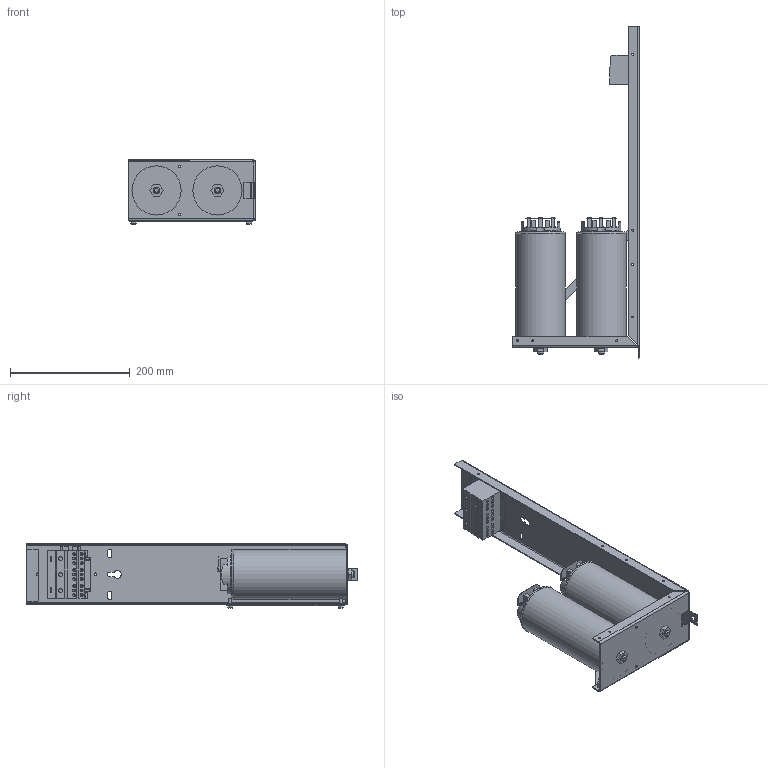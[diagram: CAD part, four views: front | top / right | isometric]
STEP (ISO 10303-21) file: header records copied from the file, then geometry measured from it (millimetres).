
FILE_DESCRIPTION(/* description */ (''),/* implementation_level */ '2;1');
FILE_NAME(/* name */ 'KPCUL020C63.stp',/* time_stamp */ '2020-03-27T13:59:31-05:00',/* author */ ('jnelson'),/* organization */ (''),/* preprocessor_version */ 'ST-DEVELOPER v17',/* originating_system */ 'Autodesk Inventor 2019',/* authorisation */ '');
FILE_SCHEMA (('AUTOMOTIVE_DESIGN { 1 0 10303 214 3 1 1 }'));
Length unit declared in the file: inch
Products named in the file (11): KPCUL020C63; MASTER 600V  ASSEMBLY 2 CAPS HOLE TRAY; 27943; 27791-A; 27938; 27937; 2555; 25441; 23837; 27934; 28568
Assembly tree (14 placements, depth 3):
  KPCUL020C63
    MASTER 600V  ASSEMBLY 2 CAPS HOLE TRAY
      27943
      27791-A
      27938  x2
      27937
      2555  x2
      25441  x2
      23837
      27934
    28568  x2
Bounding box: 211.84 x 553.72 x 106.87 mm (x, y, z)
Volume: 2393274 mm3; surface area: 403655.5 mm2
Topology: 13 solids, 13 shells, 799 faces, 2210 edges, 1486 vertices
Faces by surface type: plane 512, cylinder 247, bspline 24, torus 14, cone 2
Full cylindrical faces by diameter (mm): 3.251 x12, 3.556 x9, 3.683 x2, 4.572 x36, 4.597 x2, 4.724 x2, 4.801 x4, 5.08 x18, 6.35 x8, 6.604 x3, 8.128 x2, 10.922 x4, 11.176 x3, 12.7 x2, 14.224 x2, 59.69 x2, 80.33 x2, 82.042 x2
Entity records: 23104 total; most frequent: CARTESIAN_POINT 7238, ORIENTED_EDGE 3276, DIRECTION 2995, EDGE_CURVE 1638, VERTEX_POINT 1088, AXIS2_PLACEMENT_3D 1021, LINE 953, VECTOR 953
